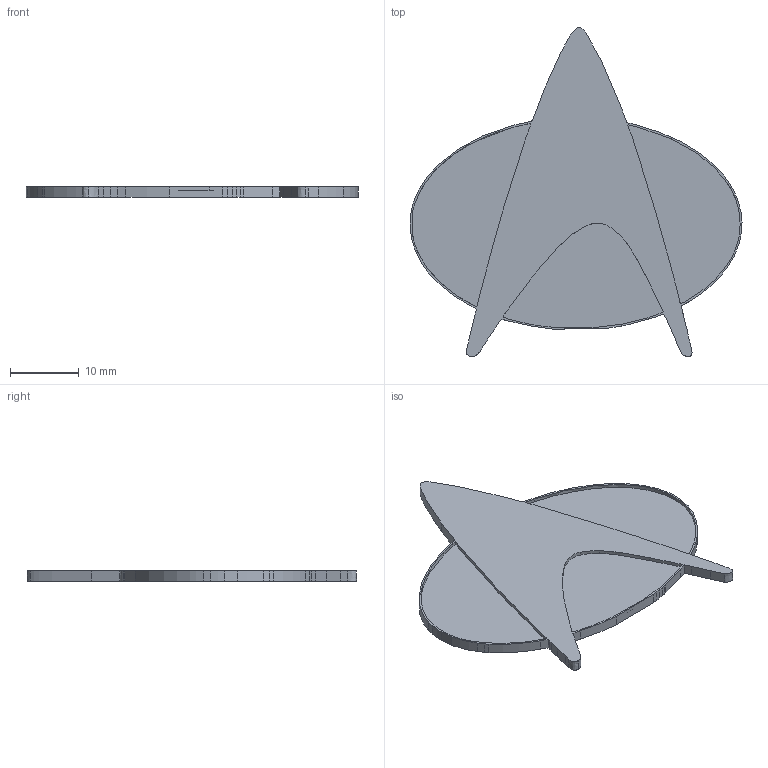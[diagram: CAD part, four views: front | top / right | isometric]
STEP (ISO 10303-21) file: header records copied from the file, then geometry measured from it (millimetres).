
FILE_DESCRIPTION(/* description */ (''),/* implementation_level */ '2;1');
FILE_NAME(/* name */ 'CommunicatorBadge.stp',/* time_stamp */ '2017-07-20T20:52:24-07:00',/* author */ (''),/* organization */ (''),/* preprocessor_version */ 'ST-DEVELOPER v14.6',/* originating_system */ '',/* authorisation */ '');
FILE_SCHEMA (('AUTOMOTIVE_DESIGN { 1 2 10303 214 1 1 1 1 }'));
Length unit declared in the file: centimetre
Products named in the file (1): 1234-K789
Bounding box: 48.13 x 47.71 x 1.5 mm (x, y, z)
Volume: 1602.8 mm3; surface area: 2946.9 mm2
Topology: 1 solids, 1 shells, 126 faces, 415 edges, 294 vertices
Faces by surface type: bspline 106, plane 20
Entity records: 4870 total; most frequent: CARTESIAN_POINT 2244, ORIENTED_EDGE 830, EDGE_CURVE 415, VERTEX_POINT 294, DIRECTION 239, LINE 197, VECTOR 197, EDGE_LOOP 129
